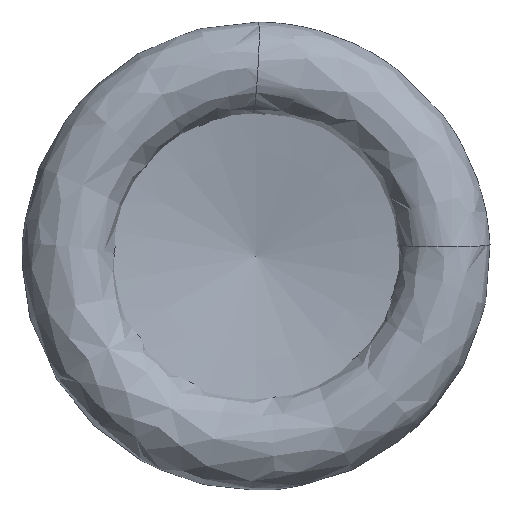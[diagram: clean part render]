
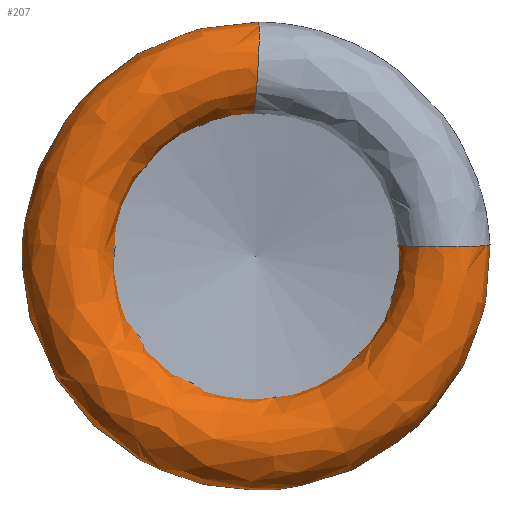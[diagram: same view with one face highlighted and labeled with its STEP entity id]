
A CAD part, left-side view. The second image highlights one B-rep face of the part: STEP entity #207.
In plain terms, the highlighted free-form (B-spline) face has degree [3, 3] with [7, 7] control points.
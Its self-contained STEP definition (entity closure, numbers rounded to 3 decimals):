
#207=ADVANCED_FACE('',(#228,#229),#226,.F.);
#226=(
BOUNDED_SURFACE()
B_SPLINE_SURFACE(3,3,((#488,#489,#490,#491,#492,#493,#494),(#495,#496,#497,
#498,#499,#500,#501),(#502,#503,#504,#505,#506,#507,#508),(#509,#510,#511,
#512,#513,#514,#515),(#516,#517,#518,#519,#520,#521,#522),(#523,#524,#525,
#526,#527,#528,#529),(#530,#531,#532,#533,#534,#535,#536)),
 .UNSPECIFIED.,.T.,.F.,.F.)
B_SPLINE_SURFACE_WITH_KNOTS((1,3,3,3,1),(4,3,4),(-0.5,0.,0.5,1.,1.5),(0.,
0.5,1.),.UNSPECIFIED.)
GEOMETRIC_REPRESENTATION_ITEM()
RATIONAL_B_SPLINE_SURFACE(((1.,0.579,0.579,1.,0.579,
0.579,1.),(0.333,0.193,0.193,
0.333,0.193,0.193,0.333),
(0.333,0.193,0.193,0.333,
0.193,0.193,0.333),(1.,0.579,
0.579,1.,0.579,0.579,1.),(0.333,
0.193,0.193,0.333,0.193,
0.193,0.333),(0.333,0.193,
0.193,0.333,0.193,0.193,
0.333),(1.,0.579,0.579,1.,0.579,
0.579,1.)))
REPRESENTATION_ITEM('')
SURFACE()
);
#228=FACE_BOUND('',#264,.T.);
#229=FACE_BOUND('',#265,.T.);
#264=EDGE_LOOP('',(#300));
#265=EDGE_LOOP('',(#301));
#300=ORIENTED_EDGE('',*,*,#355,.T.);
#301=ORIENTED_EDGE('',*,*,#356,.F.);
#336=VERTEX_POINT('',#485);
#337=VERTEX_POINT('',#487);
#355=EDGE_CURVE('',#336,#336,#373,.T.);
#356=EDGE_CURVE('',#337,#337,#374,.T.);
#373=CIRCLE('',#392,5.);
#374=CIRCLE('',#393,5.);
#392=AXIS2_PLACEMENT_3D('',#484,#421,#422);
#393=AXIS2_PLACEMENT_3D('',#486,#423,#424);
#421=DIRECTION('',(-0.052,0.997,0.06));
#422=DIRECTION('',(0.999,0.052,0.003));
#423=DIRECTION('',(-0.052,0.,0.999));
#424=DIRECTION('',(0.999,0.,0.052));
#484=CARTESIAN_POINT('',(4.993,0.054,19.983));
#485=CARTESIAN_POINT('',(9.986,0.315,19.999));
#486=CARTESIAN_POINT('',(4.993,-19.943,1.262));
#487=CARTESIAN_POINT('',(9.986,-19.943,1.523));
#488=CARTESIAN_POINT('',(9.986,-19.943,1.523));
#489=CARTESIAN_POINT('',(9.986,-21.573,-19.818));
#490=CARTESIAN_POINT('',(9.986,-2.336,-29.201));
#491=CARTESIAN_POINT('',(9.986,13.478,-14.778));
#492=CARTESIAN_POINT('',(9.986,29.292,-0.356));
#493=CARTESIAN_POINT('',(9.986,21.716,19.662));
#494=CARTESIAN_POINT('',(9.986,0.315,19.999));
#495=CARTESIAN_POINT('',(9.986,-9.943,1.523));
#496=CARTESIAN_POINT('',(9.986,-11.573,-9.117));
#497=CARTESIAN_POINT('',(9.986,-2.284,-14.555));
#498=CARTESIAN_POINT('',(9.986,6.196,-7.924));
#499=CARTESIAN_POINT('',(9.986,14.676,-1.294));
#500=CARTESIAN_POINT('',(9.986,11.639,9.033));
#501=CARTESIAN_POINT('',(9.986,0.92,10.017));
#502=CARTESIAN_POINT('',(0.,-9.943,1.));
#503=CARTESIAN_POINT('',(0.,-11.013,-9.64));
#504=CARTESIAN_POINT('',(0.,-1.517,-14.558));
#505=CARTESIAN_POINT('',(0.,6.555,-7.543));
#506=CARTESIAN_POINT('',(0.,14.627,-0.529));
#507=CARTESIAN_POINT('',(0.,11.082,9.56));
#508=CARTESIAN_POINT('',(0.,0.397,9.985));
#509=CARTESIAN_POINT('',(0.,-19.943,1.));
#510=CARTESIAN_POINT('',(0.,-21.013,-20.341));
#511=CARTESIAN_POINT('',(0.,-1.57,-29.204));
#512=CARTESIAN_POINT('',(0.,13.837,-14.397));
#513=CARTESIAN_POINT('',(0.,29.243,0.409));
#514=CARTESIAN_POINT('',(0.,21.159,20.189));
#515=CARTESIAN_POINT('',(0.,-0.207,19.967));
#516=CARTESIAN_POINT('',(0.,-29.943,1.));
#517=CARTESIAN_POINT('',(0.,-31.013,-31.042));
#518=CARTESIAN_POINT('',(0.,-1.623,-43.85));
#519=CARTESIAN_POINT('',(0.,21.118,-21.251));
#520=CARTESIAN_POINT('',(0.,43.859,1.347));
#521=CARTESIAN_POINT('',(0.,31.236,30.818));
#522=CARTESIAN_POINT('',(0.,-0.812,29.949));
#523=CARTESIAN_POINT('',(9.986,-29.943,1.523));
#524=CARTESIAN_POINT('',(9.986,-31.573,-30.519));
#525=CARTESIAN_POINT('',(9.986,-2.389,-43.847));
#526=CARTESIAN_POINT('',(9.986,20.759,-21.632));
#527=CARTESIAN_POINT('',(9.986,43.908,0.582));
#528=CARTESIAN_POINT('',(9.986,31.793,30.29));
#529=CARTESIAN_POINT('',(9.986,-0.29,29.98));
#530=CARTESIAN_POINT('',(9.986,-19.943,1.523));
#531=CARTESIAN_POINT('',(9.986,-21.573,-19.818));
#532=CARTESIAN_POINT('',(9.986,-2.336,-29.201));
#533=CARTESIAN_POINT('',(9.986,13.478,-14.778));
#534=CARTESIAN_POINT('',(9.986,29.292,-0.356));
#535=CARTESIAN_POINT('',(9.986,21.716,19.662));
#536=CARTESIAN_POINT('',(9.986,0.315,19.999));
